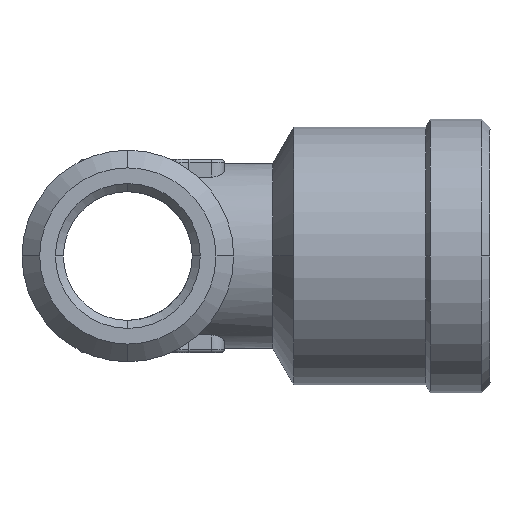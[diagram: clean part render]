
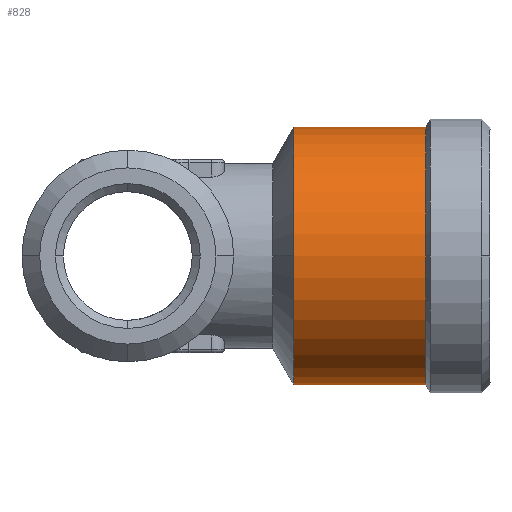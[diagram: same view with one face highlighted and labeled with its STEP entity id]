
A CAD part, left-side view. The second image highlights one B-rep face of the part: STEP entity #828.
In plain terms, the highlighted cylindrical face has radius 8 mm (diameter 16 mm), a partial arc.
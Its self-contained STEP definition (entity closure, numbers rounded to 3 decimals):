
#828=ADVANCED_FACE('NONE',(#1813),#1814,.T.);
#1813=FACE_OUTER_BOUND('',#3723,.T.);
#1814=CYLINDRICAL_SURFACE('',#3724,8.0);
#3723=EDGE_LOOP('',(#6428,#6429,#6430,#6431,#6432,#6433));
#3724=AXIS2_PLACEMENT_3D('',#6434,#6435,#6436);
#6428=ORIENTED_EDGE('',*,*,#7973,.T.);
#6429=ORIENTED_EDGE('',*,*,#7898,.F.);
#6430=ORIENTED_EDGE('',*,*,#8263,.F.);
#6431=ORIENTED_EDGE('',*,*,#7970,.T.);
#6432=ORIENTED_EDGE('',*,*,#8520,.F.);
#6433=ORIENTED_EDGE('',*,*,#8639,.F.);
#6434=CARTESIAN_POINT('',(0.,-14.4,0.0));
#6435=DIRECTION('',(0.0,1.0,0.0));
#6436=DIRECTION('',(0.0,0.0,-1.0));
#7898=EDGE_CURVE('NONE',#9537,#9540,#9541,.T.);
#7970=EDGE_CURVE('NONE',#9656,#9657,#9658,.T.);
#7973=EDGE_CURVE('NONE',#9376,#9540,#9662,.T.);
#8263=EDGE_CURVE('NONE',#9656,#9537,#10132,.T.);
#8520=EDGE_CURVE('NONE',#10468,#9657,#10470,.T.);
#8639=EDGE_CURVE('NONE',#9376,#10468,#10614,.T.);
#9376=VERTEX_POINT('NONE',#11797);
#9537=VERTEX_POINT('',#12091);
#9540=VERTEX_POINT('NONE',#12095);
#9541=CIRCLE('',#12096,8.);
#9656=VERTEX_POINT('NONE',#12299);
#9657=VERTEX_POINT('NONE',#12300);
#9658=LINE('',#12301,#12302);
#9662=LINE('',#12306,#12307);
#10132=CIRCLE('',#13271,8.);
#10468=VERTEX_POINT('',#13872);
#10470=CIRCLE('',#13875,8.);
#10614=CIRCLE('',#14220,8.);
#11797=CARTESIAN_POINT('',(0.,-18.5,8.));
#12091=CARTESIAN_POINT('',(-8.,-10.299,0.));
#12095=CARTESIAN_POINT('',(0.,-10.299,8.));
#12096=AXIS2_PLACEMENT_3D('',#14909,#14910,#14911);
#12299=CARTESIAN_POINT('',(0.,-10.299,-8.));
#12300=CARTESIAN_POINT('',(0.,-18.5,-8.));
#12301=CARTESIAN_POINT('',(0.,-14.4,-8.));
#12302=VECTOR('',#14989,1000.0);
#12306=CARTESIAN_POINT('',(0.,-14.4,8.));
#12307=VECTOR('',#14996,1000.0);
#13271=AXIS2_PLACEMENT_3D('',#15175,#15176,#15177);
#13872=CARTESIAN_POINT('',(-8.,-18.5,0.));
#13875=AXIS2_PLACEMENT_3D('',#15404,#15405,#15406);
#14220=AXIS2_PLACEMENT_3D('',#15468,#15469,#15470);
#14909=CARTESIAN_POINT('',(0.,-10.299,0.));
#14910=DIRECTION('',(0.,1.0,0.));
#14911=DIRECTION('',(1.0,0.,0.));
#14989=DIRECTION('',(0.0,-1.0,0.0));
#14996=DIRECTION('',(-0.0,1.0,-0.0));
#15175=CARTESIAN_POINT('',(0.,-10.299,0.));
#15176=DIRECTION('',(0.,1.0,0.));
#15177=DIRECTION('',(1.0,0.,0.));
#15404=CARTESIAN_POINT('',(0.,-18.5,0.));
#15405=DIRECTION('',(0.,-1.0,0.));
#15406=DIRECTION('',(1.0,0.,0.));
#15468=CARTESIAN_POINT('',(0.,-18.5,0.));
#15469=DIRECTION('',(0.,-1.0,0.));
#15470=DIRECTION('',(1.0,0.,0.));
